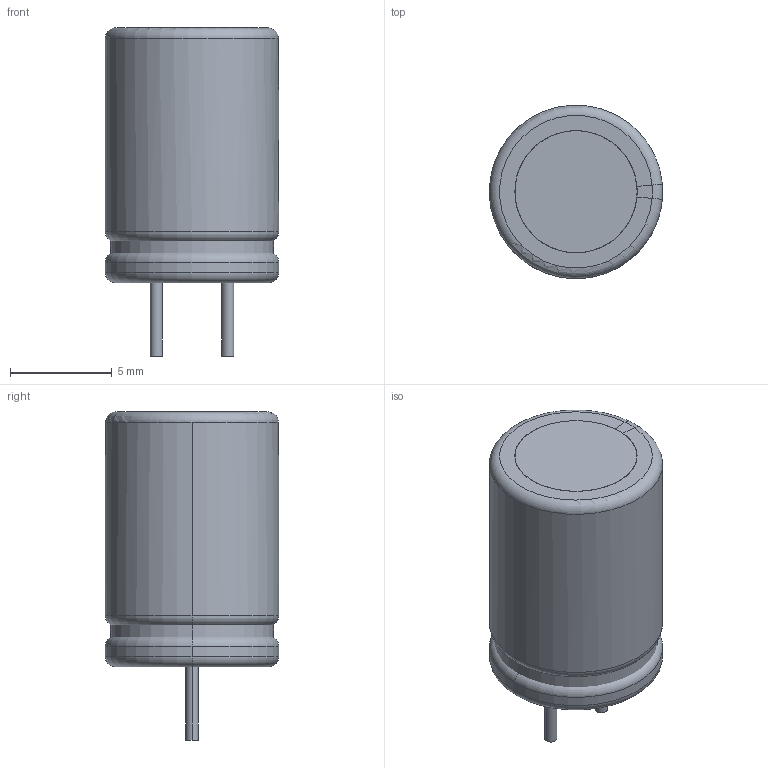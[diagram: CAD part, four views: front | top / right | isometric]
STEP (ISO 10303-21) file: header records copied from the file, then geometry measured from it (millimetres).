
FILE_DESCRIPTION((''),'2;1');
FILE_NAME('CAPPR350-850X1250.stp','2011-10-12T15:18:02',(''),(''),'Mechanical Desktop 2011','Mechanical Desktop 2011',', , ');
FILE_SCHEMA(('AUTOMOTIVE_DESIGN { 1 2 10303 214 1 1 1 1 }'));
Length unit declared in the file: millimetre
Products named in the file (1): Product
Bounding box: 8.5 x 8.5 x 16.1 mm (x, y, z)
Volume: 777.9 mm3; surface area: 794.2 mm2
Topology: 8 solids, 8 shells, 55 faces, 109 edges, 70 vertices
Faces by surface type: plane 28, cylinder 19, torus 8
Entity records: 1494 total; most frequent: DIRECTION 283, CARTESIAN_POINT 235, ORIENTED_EDGE 218, AXIS2_PLACEMENT_3D 118, EDGE_CURVE 109, VERTEX_POINT 70, CIRCLE 62, EDGE_LOOP 55
